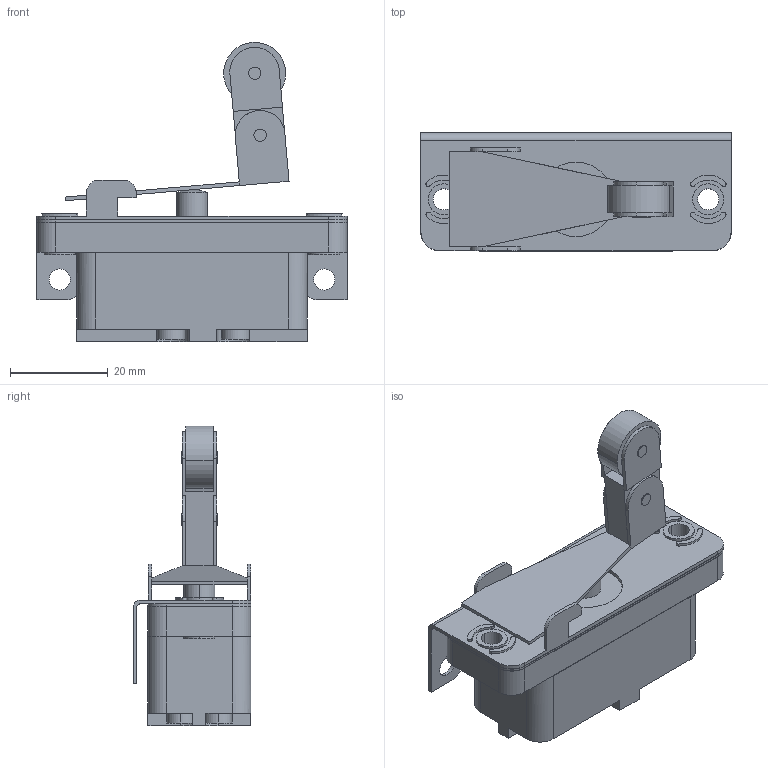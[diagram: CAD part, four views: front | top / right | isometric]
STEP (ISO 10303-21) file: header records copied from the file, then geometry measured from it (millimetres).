
FILE_DESCRIPTION(('STEP AP242'),'1');
FILE_NAME('9007ab25.stp','2021-09-28T12:19:43',('TraceParts'),('TraceParts S.A.'),'Spatial InterOp 3D',' ',' ');
FILE_SCHEMA(('AP242_MANAGED_MODEL_BASED_3D_ENGINEERING_MIM_LF {1 0 10303 442 1 1 4}'));
Length unit declared in the file: millimetre
Products named in the file (1): 9007ab25
Bounding box: 63.5 x 24.13 x 61.19 mm (x, y, z)
Volume: 28941.3 mm3; surface area: 11043.2 mm2
Topology: 1 solids, 1 shells, 190 faces, 504 edges, 328 vertices
Faces by surface type: plane 100, cylinder 88, sphere 2
Entity records: 7492 total; most frequent: DIRECTION 1078, CARTESIAN_POINT 1021, ORIENTED_EDGE 1004, EDGE_CURVE 502, AXIS2_PLACEMENT_3D 385, VERTEX_POINT 328, LINE 308, VECTOR 308
